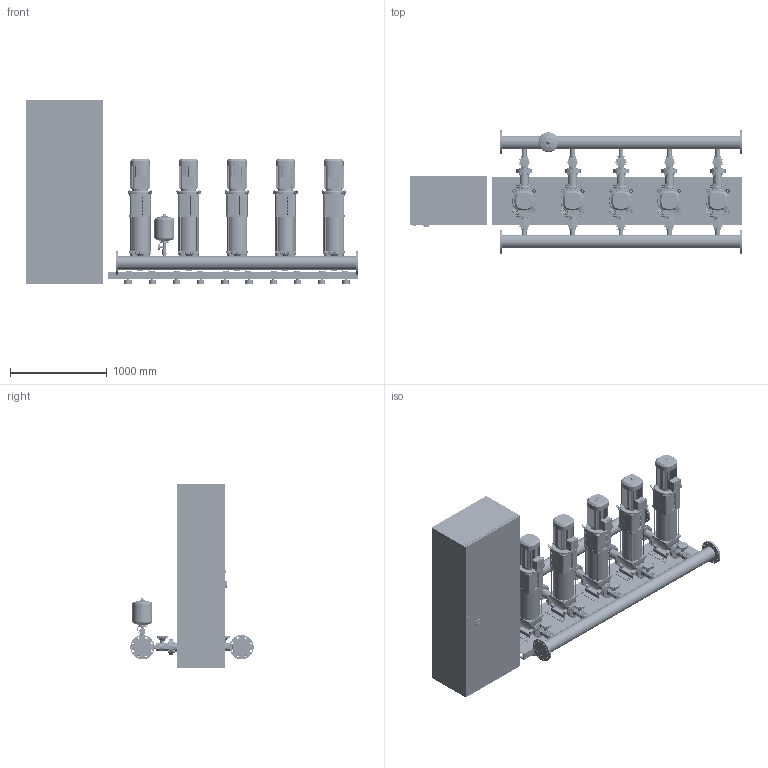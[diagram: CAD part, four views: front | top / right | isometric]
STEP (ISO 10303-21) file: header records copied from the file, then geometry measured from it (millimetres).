
FILE_DESCRIPTION((''),'2;1');
FILE_NAME('3d_CO-5HELIXV2205_K_CC-01-2530536.stp','2016-01-25T08:38:24',(''),(''),'Mechanical Desktop 2009','Mechanical Desktop 2009',', , ');
FILE_SCHEMA(('CONFIG_CONTROL_DESIGN'));
Length unit declared in the file: millimetre
Products named in the file (1): Product
Bounding box: 3430 x 1275 x 1900 mm (x, y, z)
Volume: 1082976606.7 mm3; surface area: 27004752.2 mm2
Topology: 263 solids, 263 shells, 9746 faces, 24851 edges, 16181 vertices
Faces by surface type: plane 3908, cylinder 2625, bspline 2411, cone 476, torus 314, sphere 12
Entity records: 327265 total; most frequent: CARTESIAN_POINT 91417, ORIENTED_EDGE 49698, DIRECTION 46594, EDGE_CURVE 24849, VERTEX_POINT 16179, AXIS2_PLACEMENT_3D 15657, VECTOR 15280, LINE 15280
